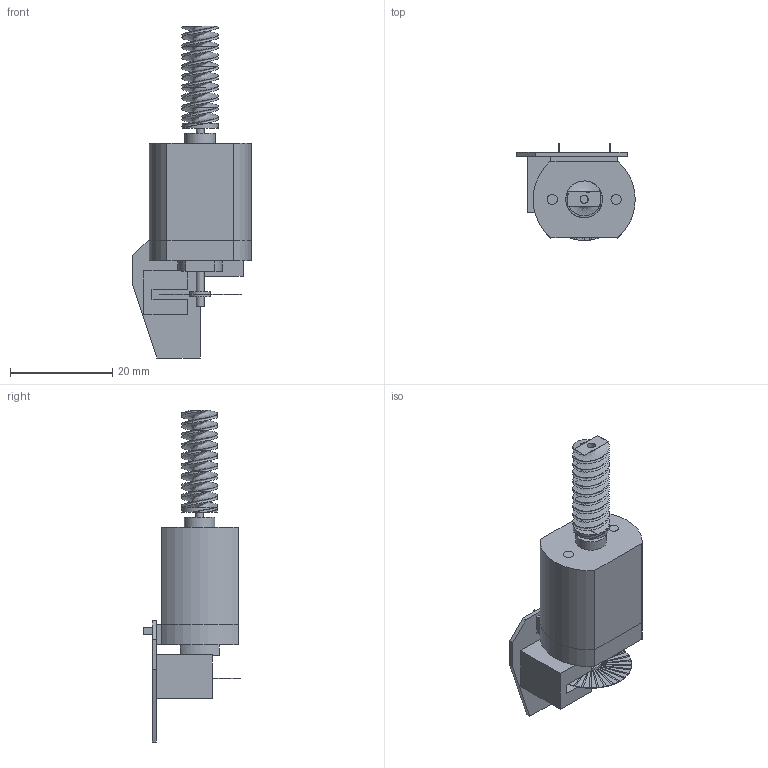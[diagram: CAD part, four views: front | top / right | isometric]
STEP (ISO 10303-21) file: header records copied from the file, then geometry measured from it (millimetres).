
FILE_DESCRIPTION(('FreeCAD Model'),'2;1');
FILE_NAME('DCMotorEncoder.step', '2016-04-03T18:13:12',('Agustin Nunez'),('@agnuca'), 'Open CASCADE STEP processor 6.8','FreeCAD','Unknown');
FILE_SCHEMA(('AUTOMOTIVE_DESIGN_CC2 { 1 2 10303 214 -1 1 5 4 }'));
Length unit declared in the file: millimetre
Products named in the file (1): DCMotorEncoder
Bounding box: 23.2 x 19 x 65 mm (x, y, z)
Volume: 13006.6 mm3; surface area: 8293.8 mm2
Topology: 13 solids, 14 shells, 241 faces, 590 edges, 350 vertices
Faces by surface type: plane 155, cylinder 53, bspline 33
Full cylindrical faces by diameter (mm): 1.5 x1, 1.6 x1, 2 x2, 4 x1, 6 x2, 16 x3
Entity records: 25029 total; most frequent: CARTESIAN_POINT 11646, DIRECTION 1867, ORIENTED_EDGE 1248, PCURVE 1184, DEFINITIONAL_REPRESENTATION 1184, LINE 1147, VECTOR 1147, EDGE_CURVE 592
